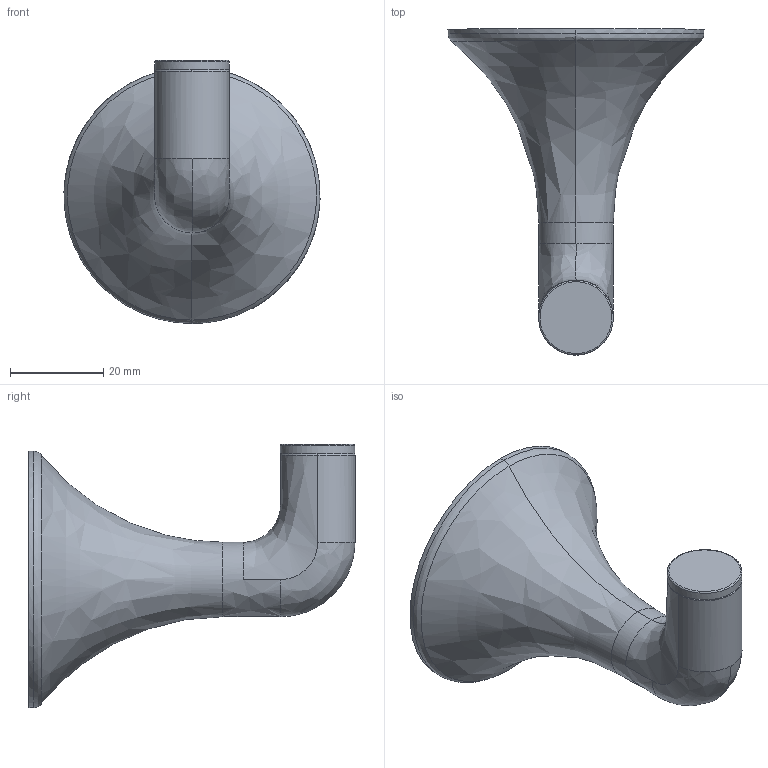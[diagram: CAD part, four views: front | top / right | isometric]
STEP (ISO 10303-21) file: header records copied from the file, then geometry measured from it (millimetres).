
FILE_DESCRIPTION ((), '1');
FILE_NAME ('stmBD.tmp', '2019-02-15T15:14:53', ('Unknown'), ('Unknown'), 'solidThinking STEP v1.0.49', 'solidThinking', '');
FILE_SCHEMA (('CONFIG_CONTROL_DESIGN'));
Length unit declared in the file: millimetre
Products named in the file (2): product-name
Bounding box: 54.98 x 70 x 56.49 mm (x, y, z)
Volume: 33373.7 mm3; surface area: 11618.8 mm2
Topology: 2 solids, 2 shells, 30 faces, 59 edges, 36 vertices
Faces by surface type: bspline 30
Entity records: 4341 total; most frequent: CARTESIAN_POINT 3792, ORIENTED_EDGE 118, EDGE_CURVE 59, B_SPLINE_CURVE_WITH_KNOTS 40, VERTEX_POINT 36, EDGE_LOOP 33, FACE_OUTER_BOUND 30, ADVANCED_FACE 30
